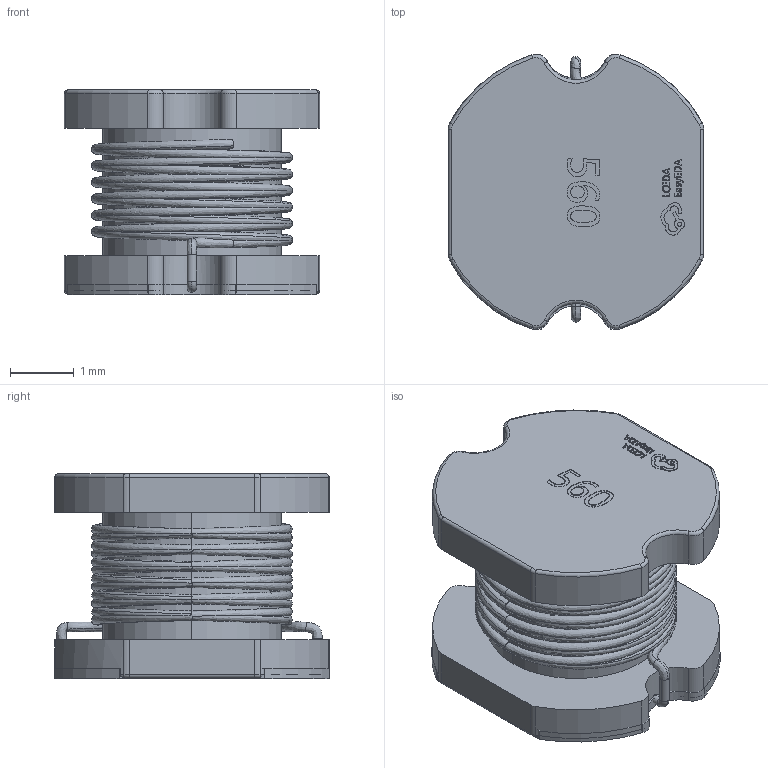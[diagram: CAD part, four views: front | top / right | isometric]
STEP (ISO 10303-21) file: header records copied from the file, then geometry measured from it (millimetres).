
FILE_DESCRIPTION (( 'STEP AP214' ), '1' );
FILE_NAME ('IND-SMD_L4.5-W4.0-H3.2.step', '2022-07-09T00:19:40', ( '' ), ( '' ), 'SwSTEP 2.0', 'SolidWorks 2020', '' );
FILE_SCHEMA (( 'AUTOMOTIVE_DESIGN' ));
Length unit declared in the file: millimetre
Products named in the file (1): IND-SMD_L4.5-W4.0-H3.2
Bounding box: 4 x 4.32 x 3.22 mm (x, y, z)
Volume: 31.8 mm3; surface area: 127.6 mm2
Topology: 2 solids, 2 shells, 476 faces, 1351 edges, 887 vertices
Faces by surface type: plane 210, bspline 177, cylinder 59, torus 30
Entity records: 90763 total; most frequent: CARTESIAN_POINT 74385, ORIENTED_EDGE 2706, DIRECTION 1655, EDGE_CURVE 1353, VERTEX_POINT 889, LINE 703, VECTOR 703, EDGE_LOOP 510
